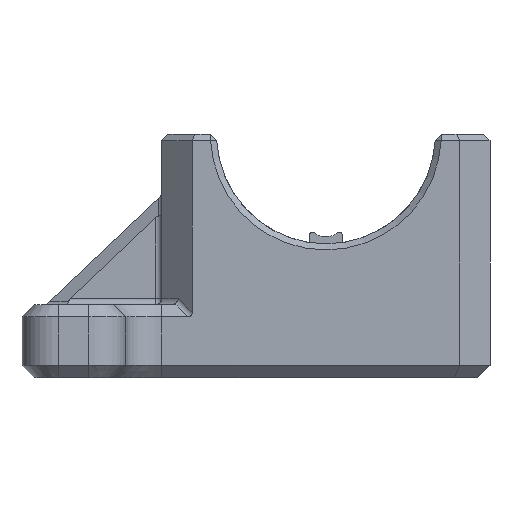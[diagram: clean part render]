
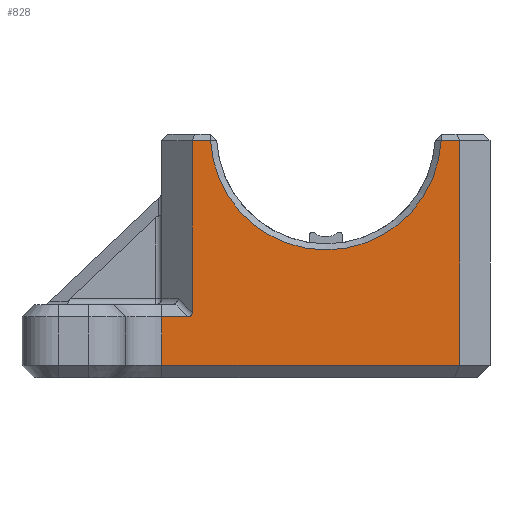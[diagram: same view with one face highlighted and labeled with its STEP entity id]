
A CAD part, left-side view. The second image highlights one B-rep face of the part: STEP entity #828.
In plain terms, the highlighted planar face has unit normal (-1, 0, 0).
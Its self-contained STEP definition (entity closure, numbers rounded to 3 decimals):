
#73 = ORIENTED_EDGE ( 'NONE', *, *, #3953, .T. ) ;
#181 = VECTOR ( 'NONE', #3840, 1000. ) ;
#194 = FACE_OUTER_BOUND ( 'NONE', #2689, .T. ) ;
#235 = AXIS2_PLACEMENT_3D ( 'NONE', #1247, #3448, #1563 ) ;
#282 = CARTESIAN_POINT ( 'NONE',  ( -10.5, -23., 10. ) ) ;
#336 = VECTOR ( 'NONE', #2177, 1000. ) ;
#364 = EDGE_CURVE ( 'NONE', #2553, #920, #2911, .T. ) ;
#397 = LINE ( 'NONE', #1196, #2062 ) ;
#433 = LINE ( 'NONE', #4065, #336 ) ;
#521 = CARTESIAN_POINT ( 'NONE',  ( -10.5, -28., 10.259 ) ) ;
#534 = VERTEX_POINT ( 'NONE', #1891 ) ;
#538 = ORIENTED_EDGE ( 'NONE', *, *, #364, .T. ) ;
#661 = CARTESIAN_POINT ( 'NONE',  ( -10.5, -27.293, 10. ) ) ;
#731 = ORIENTED_EDGE ( 'NONE', *, *, #1154, .T. ) ;
#754 = VECTOR ( 'NONE', #1864, 1000. ) ;
#776 = CARTESIAN_POINT ( 'NONE',  ( -10.5, -68.974, 39. ) ) ;
#777 = ORIENTED_EDGE ( 'NONE', *, *, #2950, .T. ) ;
#797 = CARTESIAN_POINT ( 'NONE',  ( -10.5, -77., 39. ) ) ;
#828 = ADVANCED_FACE ( 'NONE', ( #194 ), #2461, .F. ) ;
#830 = CARTESIAN_POINT ( 'NONE',  ( -10.5, -72., 39. ) ) ;
#862 = EDGE_CURVE ( 'NONE', #2090, #2553, #939, .T. ) ;
#920 = VERTEX_POINT ( 'NONE', #2524 ) ;
#939 = CIRCLE ( 'NONE', #235, 19. ) ;
#982 = VERTEX_POINT ( 'NONE', #1666 ) ;
#1087 = CARTESIAN_POINT ( 'NONE',  ( -10.5, -28., 12. ) ) ;
#1154 = EDGE_CURVE ( 'NONE', #1305, #2090, #3838, .T. ) ;
#1196 = CARTESIAN_POINT ( 'NONE',  ( -10.5, -23., 12. ) ) ;
#1211 = DIRECTION ( 'NONE',  ( 0., 0., -1. ) ) ;
#1247 = CARTESIAN_POINT ( 'NONE',  ( -10.5, -50., 40. ) ) ;
#1305 = VERTEX_POINT ( 'NONE', #830 ) ;
#1327 =( BOUNDED_CURVE ( )  B_SPLINE_CURVE ( 3, ( #2401, #521, #3357, #1477 ),
 .UNSPECIFIED., .F., .T. ) 
 B_SPLINE_CURVE_WITH_KNOTS ( ( 4, 4 ),
 ( 5.76, 6.807 ),
 .UNSPECIFIED. ) 
 CURVE ( )  GEOMETRIC_REPRESENTATION_ITEM ( )  RATIONAL_B_SPLINE_CURVE ( ( 1., 0.911, 0.911, 1. ) ) 
 REPRESENTATION_ITEM ( '' )  );
#1407 = VERTEX_POINT ( 'NONE', #2775 ) ;
#1450 = EDGE_CURVE ( 'NONE', #1407, #1305, #433, .T. ) ;
#1477 = CARTESIAN_POINT ( 'NONE',  ( -10.5, -27.293, 10. ) ) ;
#1520 = CARTESIAN_POINT ( 'NONE',  ( -10.5, -77., 12. ) ) ;
#1563 = DIRECTION ( 'NONE',  ( 0., 0., -1. ) ) ;
#1564 = ORIENTED_EDGE ( 'NONE', *, *, #2235, .T. ) ;
#1635 = CARTESIAN_POINT ( 'NONE',  ( -10.5, -77., 2. ) ) ;
#1651 = VERTEX_POINT ( 'NONE', #661 ) ;
#1666 = CARTESIAN_POINT ( 'NONE',  ( -10.5, -28., 10.707 ) ) ;
#1715 = VECTOR ( 'NONE', #2965, 1000. ) ;
#1738 = EDGE_CURVE ( 'NONE', #534, #1407, #3437, .T. ) ;
#1814 = ORIENTED_EDGE ( 'NONE', *, *, #862, .T. ) ;
#1864 = DIRECTION ( 'NONE',  ( 0., 1., 0. ) ) ;
#1891 = CARTESIAN_POINT ( 'NONE',  ( -10.5, -23., 2. ) ) ;
#2021 = CARTESIAN_POINT ( 'NONE',  ( -10.5, -77., 39. ) ) ;
#2062 = VECTOR ( 'NONE', #3403, 1000. ) ;
#2064 = VECTOR ( 'NONE', #2674, 1000. ) ;
#2090 = VERTEX_POINT ( 'NONE', #776 ) ;
#2177 = DIRECTION ( 'NONE',  ( 0., 0., 1. ) ) ;
#2235 = EDGE_CURVE ( 'NONE', #3085, #534, #397, .T. ) ;
#2380 = CARTESIAN_POINT ( 'NONE',  ( -10.5, -31.026, 39. ) ) ;
#2401 = CARTESIAN_POINT ( 'NONE',  ( -10.5, -28., 10.707 ) ) ;
#2415 = LINE ( 'NONE', #282, #754 ) ;
#2461 = PLANE ( 'NONE',  #3694 ) ;
#2524 = CARTESIAN_POINT ( 'NONE',  ( -10.5, -28., 39. ) ) ;
#2553 = VERTEX_POINT ( 'NONE', #2380 ) ;
#2648 = LINE ( 'NONE', #1087, #1715 ) ;
#2674 = DIRECTION ( 'NONE',  ( 0., 1., 0. ) ) ;
#2689 = EDGE_LOOP ( 'NONE', ( #1814, #538, #73, #3741, #777, #1564, #3422, #3200, #731 ) ) ;
#2775 = CARTESIAN_POINT ( 'NONE',  ( -10.5, -72., 2. ) ) ;
#2885 = CARTESIAN_POINT ( 'NONE',  ( -10.5, -23., 10. ) ) ;
#2911 = LINE ( 'NONE', #797, #2064 ) ;
#2950 = EDGE_CURVE ( 'NONE', #1651, #3085, #2415, .T. ) ;
#2965 = DIRECTION ( 'NONE',  ( 0., 0., -1. ) ) ;
#3085 = VERTEX_POINT ( 'NONE', #2885 ) ;
#3102 = DIRECTION ( 'NONE',  ( 1., 0., 0. ) ) ;
#3200 = ORIENTED_EDGE ( 'NONE', *, *, #1450, .T. ) ;
#3285 = VECTOR ( 'NONE', #3910, 1000. ) ;
#3357 = CARTESIAN_POINT ( 'NONE',  ( -10.5, -27.741, 10. ) ) ;
#3403 = DIRECTION ( 'NONE',  ( 0., 0., -1. ) ) ;
#3422 = ORIENTED_EDGE ( 'NONE', *, *, #1738, .T. ) ;
#3437 = LINE ( 'NONE', #1635, #181 ) ;
#3448 = DIRECTION ( 'NONE',  ( 1., 0., 0. ) ) ;
#3459 = EDGE_CURVE ( 'NONE', #982, #1651, #1327, .T. ) ;
#3694 = AXIS2_PLACEMENT_3D ( 'NONE', #1520, #3102, #1211 ) ;
#3741 = ORIENTED_EDGE ( 'NONE', *, *, #3459, .T. ) ;
#3838 = LINE ( 'NONE', #2021, #3285 ) ;
#3840 = DIRECTION ( 'NONE',  ( 0., -1., 0. ) ) ;
#3910 = DIRECTION ( 'NONE',  ( 0., 1., 0. ) ) ;
#3953 = EDGE_CURVE ( 'NONE', #920, #982, #2648, .T. ) ;
#4065 = CARTESIAN_POINT ( 'NONE',  ( -10.5, -72., 12. ) ) ;
